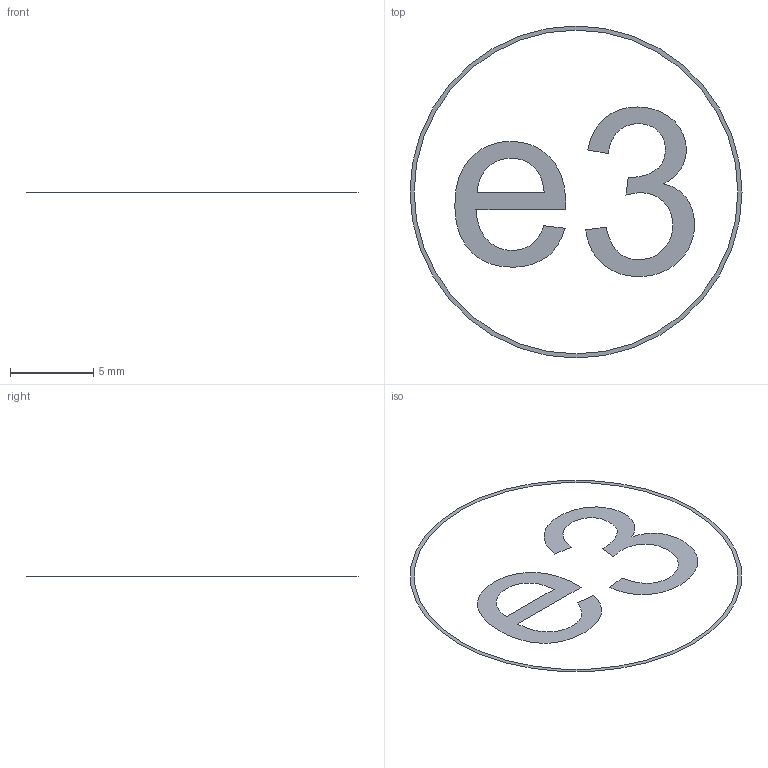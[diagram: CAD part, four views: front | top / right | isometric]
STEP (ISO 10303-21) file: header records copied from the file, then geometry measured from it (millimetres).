
FILE_DESCRIPTION(/* description */ (''),/* implementation_level */ '2;1');
FILE_NAME(/* name */ 'text-PIC18F47Q84-e3.step',/* time_stamp */ '2023-04-29T08:14:59-07:00',/* author */ (''),/* organization */ (''),/* preprocessor_version */ 'ST-DEVELOPER v19.2',/* originating_system */ 'Autodesk Translation Framework v12.4.0.73',/* authorisation */ '');
FILE_SCHEMA (('AUTOMOTIVE_DESIGN { 1 0 10303 214 3 1 1 }'));
Length unit declared in the file: millimetre
Products named in the file (15): Microchip; Letter01-M; Letter02-I; Letter03-C; Letter04-R-2Right; Letter04-R-1Left; Letter05-O-2Right; Letter05-O-1Left; Letter07-H; Letter09-P-2Right; Letter09-P-1Left; 1Logo-MCenter; 1Logo-CircleM; Letter06-C; Letter08-I
Assembly tree (14 placements, depth 2):
  Microchip
    Letter01-M
    Letter02-I
    Letter03-C
    Letter04-R-2Right
    Letter04-R-1Left
    Letter05-O-2Right
    Letter05-O-1Left
    Letter07-H
    Letter09-P-2Right
    Letter09-P-1Left
    1Logo-MCenter
    1Logo-CircleM
    Letter06-C
    Letter08-I
Bounding box: 20 x 20 x 0 mm (x, y, z)
Surface area: 65.8 mm2 (no closed solid volume)
Topology: 0 solids, 3 shells, 3 faces, 52 edges, 52 vertices
Faces by surface type: plane 3
Entity records: 914 total; most frequent: CARTESIAN_POINT 224, DIRECTION 74, VERTEX_POINT 52, EDGE_CURVE 52, ORIENTED_EDGE 52, B_SPLINE_CURVE_WITH_KNOTS 44, AXIS2_PLACEMENT_3D 34, PRODUCT_DEFINITION_SHAPE 29
